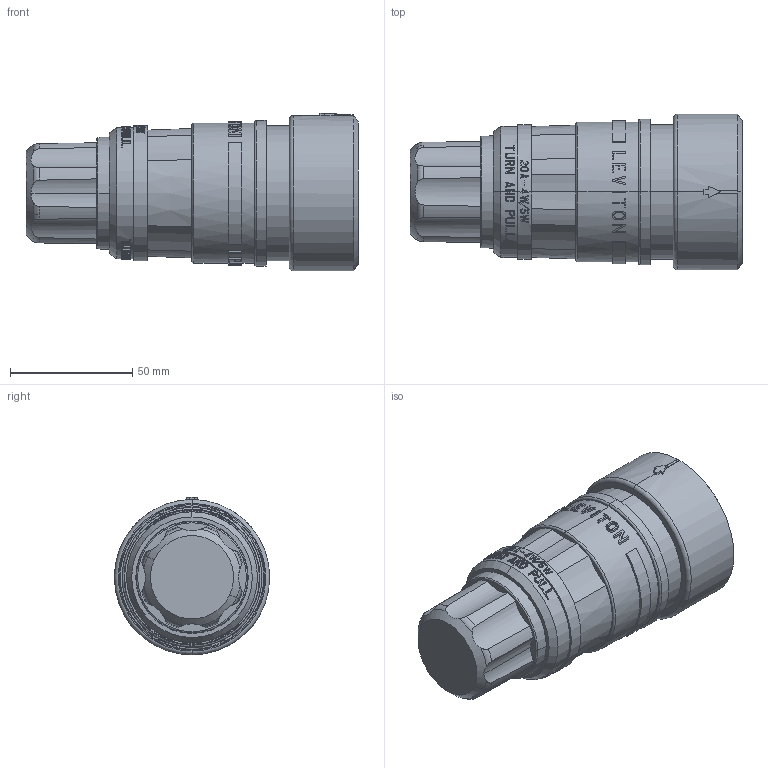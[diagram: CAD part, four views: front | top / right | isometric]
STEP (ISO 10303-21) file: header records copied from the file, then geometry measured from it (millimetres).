
FILE_DESCRIPTION (( 'STEP AP214' ), '1' );
FILE_NAME ('CATSTD-27W75-00X-M01.STEP', '2022-06-08T17:49:33', ( '' ), ( '' ), 'SwSTEP 2.0', 'SolidWorks 2020', '' );
FILE_SCHEMA (( 'AUTOMOTIVE_DESIGN' ));
Length unit declared in the file: inch
Products named in the file (1): CATSTD-27W75-00X-M01
Bounding box: 135.74 x 63.5 x 64.52 mm (x, y, z)
Volume: 266221 mm3; surface area: 35956 mm2
Topology: 1 solids, 1 shells, 1071 faces, 2843 edges, 1887 vertices
Faces by surface type: plane 719, cylinder 229, bspline 67, cone 34, torus 22
Full cylindrical faces by diameter (mm): 5.74 x1, 5.791 x1
Entity records: 45653 total; most frequent: CARTESIAN_POINT 15379, ORIENTED_EDGE 5682, DIRECTION 4927, EDGE_CURVE 2841, VERTEX_POINT 1887, LINE 1713, VECTOR 1713, AXIS2_PLACEMENT_3D 1607
